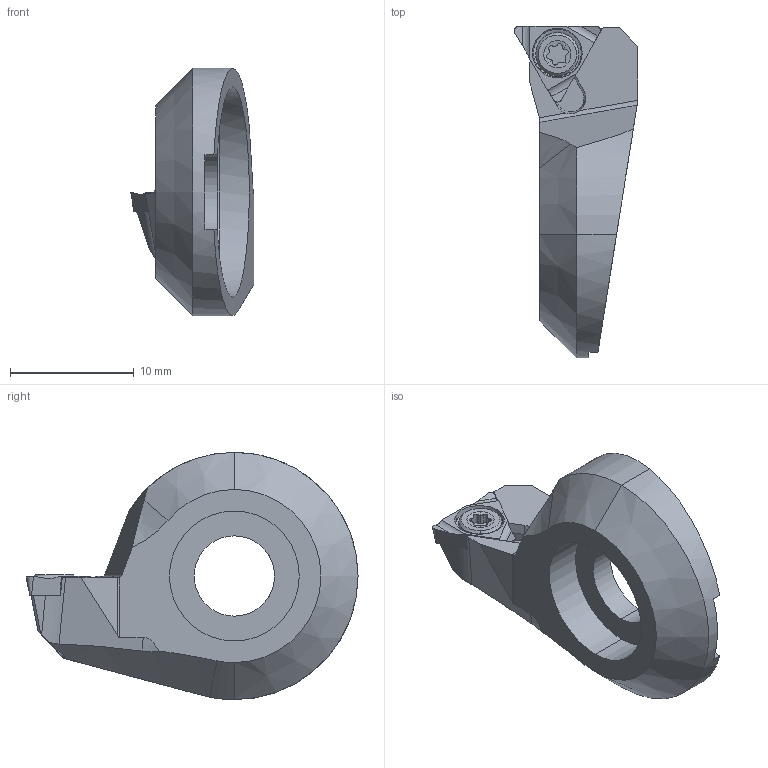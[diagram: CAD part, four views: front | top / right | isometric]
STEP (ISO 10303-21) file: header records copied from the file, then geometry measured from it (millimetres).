
FILE_DESCRIPTION (( 'STEP AP203' ), '1' );
FILE_NAME ('317.017.040.T07.STEP', '2024-08-26T12:19:41', ( '' ), ( '' ), 'SwSTEP 2.0', 'SolidWorks 2022', '' );
FILE_SCHEMA (( 'CONFIG_CONTROL_DESIGN' ));
Length unit declared in the file: millimetre
Products named in the file (4): TPGM070104; WTL-ER2.001.004_A; F32-WTL.001.007_A_fertigbearbeitet; 317.017.040.T07
Assembly tree (3 placements, depth 2):
  317.017.040.T07
    F32-WTL.001.007_A_fertigbearbeitet
    TPGM070104
    WTL-ER2.001.004_A
Bounding box: 10 x 26.85 x 20 mm (x, y, z)
Volume: 1474.4 mm3; surface area: 1405.6 mm2
Topology: 3 solids, 3 shells, 115 faces, 296 edges, 187 vertices
Faces by surface type: cylinder 41, plane 40, cone 25, torus 9
Entity records: 4000 total; most frequent: CARTESIAN_POINT 864, ORIENTED_EDGE 592, DIRECTION 563, EDGE_CURVE 296, AXIS2_PLACEMENT_3D 210, VERTEX_POINT 187, LINE 143, VECTOR 143
